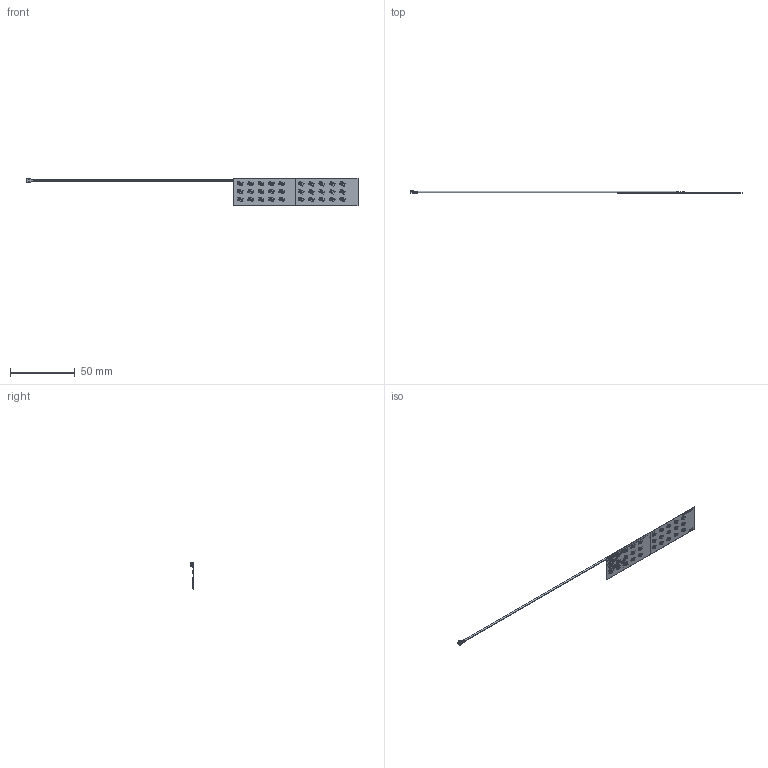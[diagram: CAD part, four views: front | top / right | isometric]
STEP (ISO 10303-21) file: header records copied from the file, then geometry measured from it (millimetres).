
FILE_DESCRIPTION (( 'STEP AP214' ), '1' );
FILE_NAME ('FXUB63.07.0150C.STEP', '2019-12-13T07:34:28', ( '' ), ( '' ), 'SwSTEP 2.0', 'SolidWorks 2017', '' );
FILE_SCHEMA (( 'AUTOMOTIVE_DESIGN' ));
Length unit declared in the file: millimetre
Products named in the file (18): p6; p3; p4; 100113J000011A_FPCB; 300515C010000A_1.37 Black Cable; 100113J000011A_Adhesive; p8; p7; FXUB63.07.0150C; 204511G000000A_IPEX
Assembly tree (9 placements, depth 3):
  p6
  p3
  p4
  100113J000011A_FPCB
  300515C010000A_1.37 Black Cable
Bounding box: 256.05 x 2.05 x 21 mm (x, y, z)
Volume: 744.4 mm3; surface area: 11132.9 mm2
Topology: 9 solids, 9 shells, 2630 faces, 7331 edges, 4880 vertices
Faces by surface type: plane 1325, bspline 1190, cylinder 101, torus 14
Entity records: 133059 total; most frequent: CARTESIAN_POINT 62371, ORIENTED_EDGE 14662, DIRECTION 7989, EDGE_CURVE 7331, VERTEX_POINT 4880, LINE 4677, VECTOR 4677, EDGE_LOOP 2797
